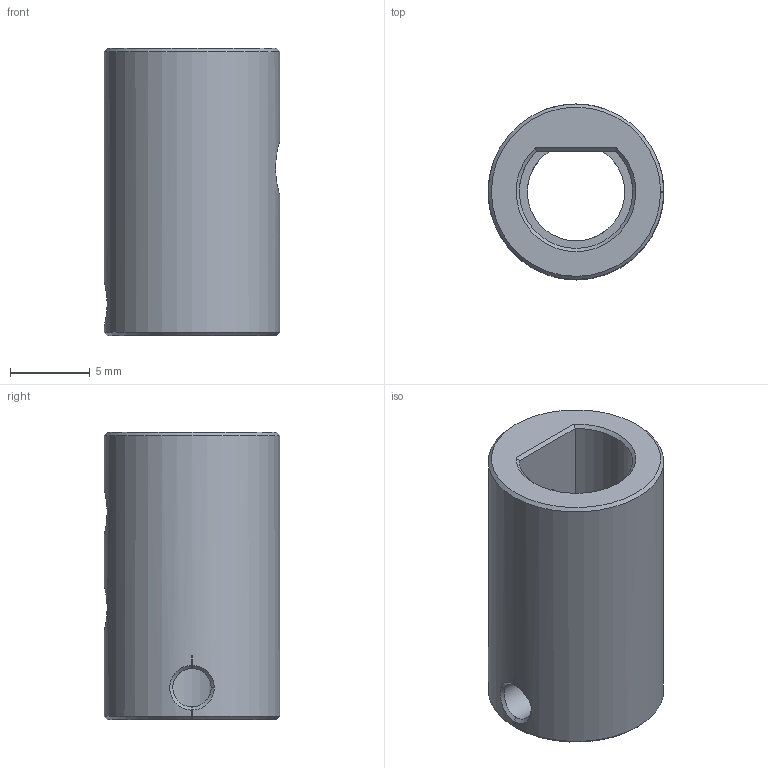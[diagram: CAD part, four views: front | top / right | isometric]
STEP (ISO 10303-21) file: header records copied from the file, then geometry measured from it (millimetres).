
FILE_DESCRIPTION(('FreeCAD Model'),'2;1');
FILE_NAME('Adaptateur buse.step', '2019-10-30T08:10:58',('Author'),(''), 'Open CASCADE STEP processor 6.8','FreeCAD','Unknown');
FILE_SCHEMA(('AUTOMOTIVE_DESIGN_CC2 { 1 2 10303 214 -1 1 5 4 }'));
Length unit declared in the file: millimetre
Products named in the file (1): Chamfer002
Bounding box: 11 x 11 x 18 mm (x, y, z)
Volume: 1041.4 mm3; surface area: 1161.4 mm2
Topology: 1 solids, 1 shells, 36 faces, 86 edges, 51 vertices
Faces by surface type: plane 14, bspline 8, cylinder 7, cone 7
Full cylindrical faces by diameter (mm): 2.4 x3, 3 x1, 6.1 x1, 11 x1
Entity records: 7211 total; most frequent: CARTESIAN_POINT 5609, DIRECTION 242, ORIENTED_EDGE 172, PCURVE 172, DEFINITIONAL_REPRESENTATION 172, LINE 122, VECTOR 122, B_SPLINE_CURVE_WITH_KNOTS 93
